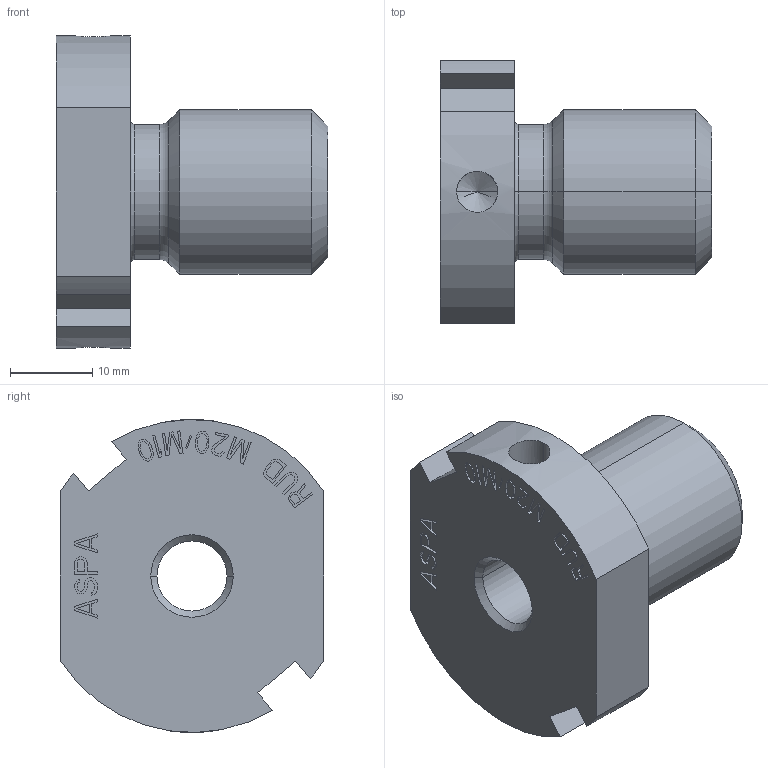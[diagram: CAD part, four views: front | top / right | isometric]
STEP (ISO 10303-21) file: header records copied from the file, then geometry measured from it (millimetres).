
FILE_DESCRIPTION((''),'2;1');
FILE_NAME('001-M32236-P-2','2014-06-04T',('Andreas.Wendler'),(''),'PRO/ENGINEER BY PARAMETRIC TECHNOLOGY CORPORATION, 2010140','PRO/ENGINEER BY PARAMETRIC TECHNOLOGY CORPORATION, 2010140','');
FILE_SCHEMA(('CONFIG_CONTROL_DESIGN'));
Length unit declared in the file: millimetre
Products named in the file (1): 001-M32236-P-2
Bounding box: 33 x 32 x 38 mm (x, y, z)
Volume: 13832.2 mm3; surface area: 5742.9 mm2
Topology: 1 solids, 1 shells, 393 faces, 1089 edges, 718 vertices
Faces by surface type: plane 363, cylinder 14, cone 12, torus 4
Entity records: 12351 total; most frequent: CARTESIAN_POINT 2244, ORIENTED_EDGE 2170, DIRECTION 1905, EDGE_CURVE 1085, VECTOR 1043, LINE 1043, VERTEX_POINT 718, AXIS2_PLACEMENT_3D 431
